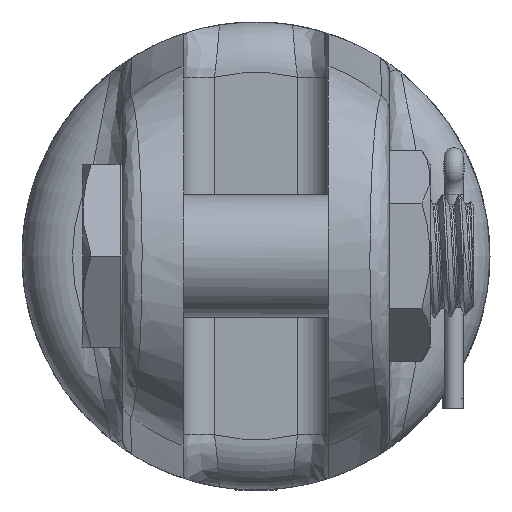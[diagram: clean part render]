
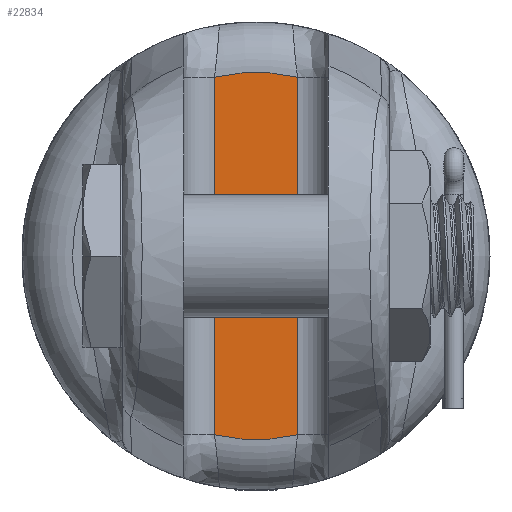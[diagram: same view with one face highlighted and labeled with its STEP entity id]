
A CAD part, front view. The second image highlights one B-rep face of the part: STEP entity #22834.
In plain terms, the highlighted planar face has unit normal (0, -1, 0).
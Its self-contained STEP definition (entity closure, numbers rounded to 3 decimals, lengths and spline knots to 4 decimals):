
#886=CARTESIAN_POINT('',(-0.255,-6.179,
1.0983));
#1100=CARTESIAN_POINT('',(0.255,-6.179,
-1.0983));
#1162=DIRECTION('',(0.,0.,1.));
#1163=VECTOR('',#1162,2.1966);
#1164=CARTESIAN_POINT('',(-0.255,-6.179,
-1.0983));
#1165=LINE('',#1164,#1163);
#1166=CARTESIAN_POINT('',(0.255,-6.179,
1.0983));
#1167=CARTESIAN_POINT('',(0.2411,-6.179,
1.1015));
#1168=CARTESIAN_POINT('',(0.2133,-6.179,
1.1074));
#1169=CARTESIAN_POINT('',(0.1711,-6.179,
1.1147));
#1170=CARTESIAN_POINT('',(0.1286,-6.179,
1.1204));
#1171=CARTESIAN_POINT('',(0.0859,-6.179,
1.1245));
#1172=CARTESIAN_POINT('',(0.043,-6.179,
1.127));
#1173=CARTESIAN_POINT('',(0.,-6.179,
1.1278));
#1174=CARTESIAN_POINT('',(-0.043,-6.179,
1.127));
#1175=CARTESIAN_POINT('',(-0.0859,-6.179,
1.1245));
#1176=CARTESIAN_POINT('',(-0.1286,-6.179,
1.1204));
#1177=CARTESIAN_POINT('',(-0.1711,-6.179,
1.1147));
#1178=CARTESIAN_POINT('',(-0.2133,-6.179,
1.1074));
#1179=CARTESIAN_POINT('',(-0.2411,-6.179,
1.1015));
#1180=CARTESIAN_POINT('',(-0.255,-6.179,
1.0983));
#1182=DIRECTION('',(0.,0.,-1.));
#1183=VECTOR('',#1182,2.1966);
#1184=CARTESIAN_POINT('',(0.255,-6.179,
1.0983));
#1185=LINE('',#1184,#1183);
#1186=CARTESIAN_POINT('',(-0.255,-6.179,
-1.0983));
#1187=CARTESIAN_POINT('',(-0.2411,-6.179,
-1.1015));
#1188=CARTESIAN_POINT('',(-0.2133,-6.179,
-1.1074));
#1189=CARTESIAN_POINT('',(-0.1711,-6.179,
-1.1147));
#1190=CARTESIAN_POINT('',(-0.1286,-6.179,
-1.1204));
#1191=CARTESIAN_POINT('',(-0.0859,-6.179,
-1.1245));
#1192=CARTESIAN_POINT('',(-0.043,-6.179,
-1.127));
#1193=CARTESIAN_POINT('',(0.,-6.179,
-1.1278));
#1194=CARTESIAN_POINT('',(0.043,-6.179,
-1.127));
#1195=CARTESIAN_POINT('',(0.0859,-6.179,
-1.1245));
#1196=CARTESIAN_POINT('',(0.1286,-6.179,
-1.1204));
#1197=CARTESIAN_POINT('',(0.1711,-6.179,
-1.1147));
#1198=CARTESIAN_POINT('',(0.2133,-6.179,
-1.1074));
#1199=CARTESIAN_POINT('',(0.2411,-6.179,
-1.1015));
#1200=CARTESIAN_POINT('',(0.255,-6.179,
-1.0983));
#21515=VERTEX_POINT('',#886);
#21519=CARTESIAN_POINT('',(-0.255,-6.179,
-1.0983));
#21520=VERTEX_POINT('',#21519);
#21525=VERTEX_POINT('',#1100);
#21529=CARTESIAN_POINT('',(0.255,-6.179,
1.0983));
#21530=VERTEX_POINT('',#21529);
#22822=CARTESIAN_POINT('',(0.,-6.179,0.));
#22823=DIRECTION('',(0.,-1.,0.));
#22824=DIRECTION('',(-1.,0.,0.));
#22825=AXIS2_PLACEMENT_3D('',#22822,#22823,#22824);
#22826=PLANE('',#22825);
#22827=ORIENTED_EDGE('',*,*,#22814,.T.);
#22828=ORIENTED_EDGE('',*,*,#22587,.F.);
#22830=ORIENTED_EDGE('',*,*,#22829,.T.);
#22831=ORIENTED_EDGE('',*,*,#22744,.F.);
#22832=EDGE_LOOP('',(#22827,#22828,#22830,#22831));
#22833=FACE_OUTER_BOUND('',#22832,.F.);
#22834=ADVANCED_FACE('',(#22833),#22826,.T.);
#1181=B_SPLINE_CURVE_WITH_KNOTS('',3,(#1166,#1167,#1168,#1169,#1170,#1171,#1172,
#1173,#1174,#1175,#1176,#1177,#1178,#1179,#1180),.UNSPECIFIED.,.F.,.F.,(4,1,1,1,
1,1,1,1,1,1,1,1,4),(0.,0.0833,0.1667,0.25,
0.3333,0.4167,0.5,0.5833,0.6667,
0.75,0.8333,0.9167,1.),.UNSPECIFIED.);
#1201=B_SPLINE_CURVE_WITH_KNOTS('',3,(#1186,#1187,#1188,#1189,#1190,#1191,#1192,
#1193,#1194,#1195,#1196,#1197,#1198,#1199,#1200),.UNSPECIFIED.,.F.,.F.,(4,1,1,1,
1,1,1,1,1,1,1,1,4),(0.,0.0833,0.1667,0.25,
0.3333,0.4167,0.5,0.5833,0.6667,
0.75,0.8333,0.9167,1.),.UNSPECIFIED.);
#22587=EDGE_CURVE('',#21530,#21515,#1181,.T.);
#22744=EDGE_CURVE('',#21520,#21525,#1201,.T.);
#22814=EDGE_CURVE('',#21520,#21515,#1165,.T.);
#22829=EDGE_CURVE('',#21530,#21525,#1185,.T.);
